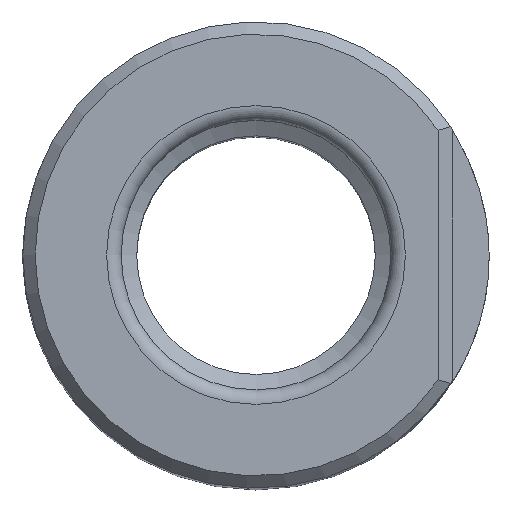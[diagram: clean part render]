
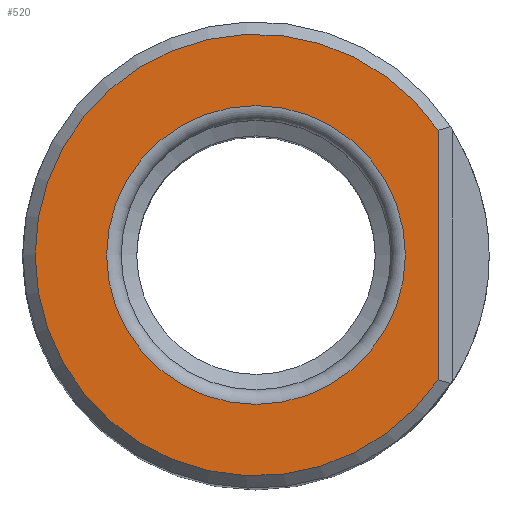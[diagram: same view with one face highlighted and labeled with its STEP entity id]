
A CAD part, top view. The second image highlights one B-rep face of the part: STEP entity #520.
In plain terms, the highlighted planar face has unit normal (0, 0, 1).
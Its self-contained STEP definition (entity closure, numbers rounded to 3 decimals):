
#31=PLANE('',#560);
#48=LINE('',#751,#61);
#61=VECTOR('',#632,1000.);
#90=ORIENTED_EDGE('',*,*,#168,.T.);
#91=ORIENTED_EDGE('',*,*,#169,.T.);
#92=ORIENTED_EDGE('',*,*,#170,.F.);
#168=EDGE_CURVE('',#207,#208,#225,.T.);
#169=EDGE_CURVE('',#208,#207,#48,.T.);
#170=EDGE_CURVE('',#209,#209,#226,.T.);
#207=VERTEX_POINT('',#749);
#208=VERTEX_POINT('',#750);
#209=VERTEX_POINT('',#753);
#225=CIRCLE('',#561,15.15);
#226=CIRCLE('',#562,10.25);
#244=EDGE_LOOP('',(#90,#91));
#245=EDGE_LOOP('',(#92));
#288=FACE_BOUND('',#244,.T.);
#289=FACE_BOUND('',#245,.T.);
#520=ADVANCED_FACE('',(#288,#289),#31,.T.);
#560=AXIS2_PLACEMENT_3D('',#747,#628,#629);
#561=AXIS2_PLACEMENT_3D('',#748,#630,#631);
#562=AXIS2_PLACEMENT_3D('',#752,#633,#634);
#628=DIRECTION('',(0.,0.,1.));
#629=DIRECTION('',(1.,0.,0.));
#630=DIRECTION('',(0.,0.,1.));
#631=DIRECTION('',(1.,0.,0.));
#632=DIRECTION('',(0.,1.,0.));
#633=DIRECTION('',(0.,0.,1.));
#634=DIRECTION('',(1.,0.,0.));
#747=CARTESIAN_POINT('',(0.,0.,100.));
#748=CARTESIAN_POINT('',(0.,0.,100.));
#749=CARTESIAN_POINT('',(12.5,8.56,100.));
#750=CARTESIAN_POINT('',(12.5,-8.56,100.));
#751=CARTESIAN_POINT('',(12.5,6.875,100.));
#752=CARTESIAN_POINT('',(0.,0.,100.));
#753=CARTESIAN_POINT('',(10.25,0.,100.));
